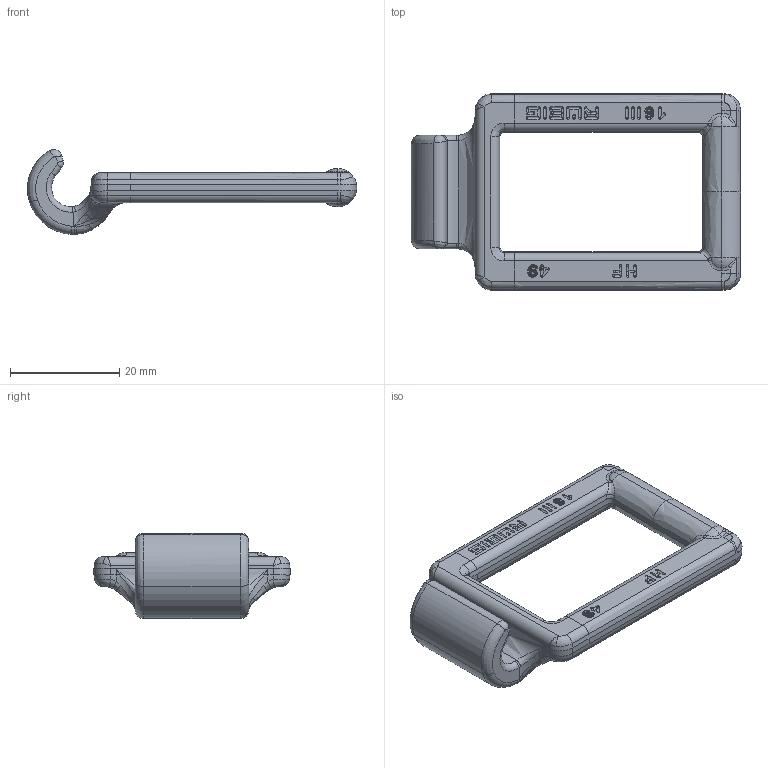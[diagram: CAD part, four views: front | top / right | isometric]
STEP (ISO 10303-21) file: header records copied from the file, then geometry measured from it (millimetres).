
FILE_DESCRIPTION(/* description */ (''),/* implementation_level */ '2;1');
FILE_NAME(/* name */ 'Kettenglied_T49.stp',/* time_stamp */ '2016-05-25T07:43:47+02:00',/* author */ (''),/* organization */ (''),/* preprocessor_version */ 'ST-DEVELOPER v15',/* originating_system */ 'SIEMENS PLM Software NX 8.5',/* authorisation */ '');
FILE_SCHEMA (('AUTOMOTIVE_DESIGN { 1 0 10303 214 3 1 1 1 }'));
Length unit declared in the file: millimetre
Products named in the file (1): haid14B4CDA9o328
Bounding box: 60.38 x 36 x 15.6 mm (x, y, z)
Volume: 7071.8 mm3; surface area: 4145.8 mm2
Topology: 1 solids, 1 shells, 757 faces, 1920 edges, 1101 vertices
Faces by surface type: plane 251, cylinder 245, bspline 133, sphere 72, torus 51, extrusion 5
Entity records: 25171 total; most frequent: CARTESIAN_POINT 8470, ORIENTED_EDGE 3584, DIRECTION 3385, EDGE_CURVE 1792, AXIS2_PLACEMENT_3D 1266, VERTEX_POINT 1057, VECTOR 853, LINE 848
